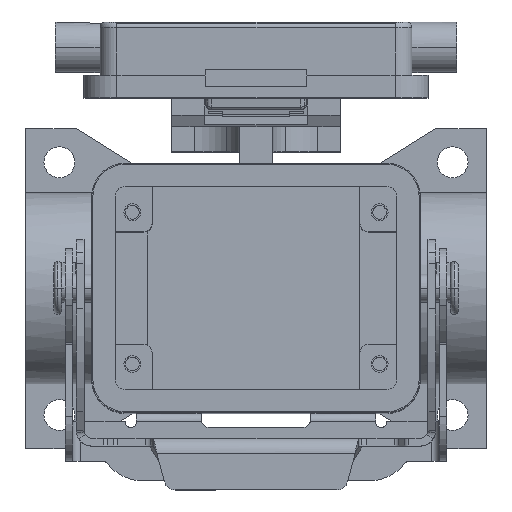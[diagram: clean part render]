
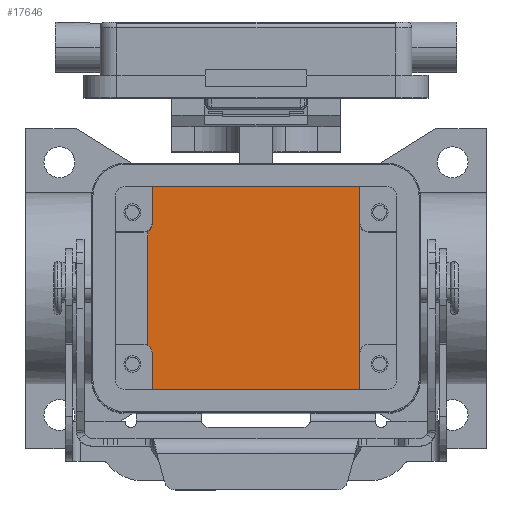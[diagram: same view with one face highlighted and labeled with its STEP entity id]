
A CAD part, top view. The second image highlights one B-rep face of the part: STEP entity #17646.
In plain terms, the highlighted planar face has unit normal (0, 0, 1).
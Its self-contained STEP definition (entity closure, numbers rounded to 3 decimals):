
#17573=CARTESIAN_POINT('',(0.,0.,-62.0));
#17574=DIRECTION('',(0.0,0.0,1.0));
#17575=DIRECTION('',(1.0,0.0,0.0));
#17576=AXIS2_PLACEMENT_3D('',#17573,#17574,#17575);
#17577=PLANE('',#17576);
#17578=CARTESIAN_POINT('',(-19.25,10.201,-62.0));
#17579=VERTEX_POINT('',#17578);
#17580=CARTESIAN_POINT('',(-19.25,-10.201,-62.0));
#17581=VERTEX_POINT('',#17580);
#17582=CARTESIAN_POINT('',(-19.25,10.201,-62.0));
#17583=DIRECTION('',(0.0,-1.0,0.0));
#17584=VECTOR('',#17583,20.402);
#17585=LINE('',#17582,#17584);
#17586=EDGE_CURVE('',#17579,#17581,#17585,.T.);
#17587=ORIENTED_EDGE('',*,*,#17586,.T.);
#17588=CARTESIAN_POINT('',(-18.5,-11.5,-62.));
#17589=VERTEX_POINT('',#17588);
#17590=CARTESIAN_POINT('',(-20.0,-11.5,-62.0));
#17591=DIRECTION('',(0.0,0.0,-1.0));
#17592=DIRECTION('',(-1.0,0.0,0.0));
#17593=AXIS2_PLACEMENT_3D('',#17590,#17591,#17592);
#17594=CIRCLE('',#17593,1.5);
#17595=EDGE_CURVE('',#17581,#17589,#17594,.T.);
#17596=ORIENTED_EDGE('',*,*,#17595,.T.);
#17597=CARTESIAN_POINT('',(-18.5,-18.25,-62.));
#17598=VERTEX_POINT('',#17597);
#17599=CARTESIAN_POINT('',(-18.5,-11.5,-62.));
#17600=DIRECTION('',(0.0,-1.0,0.0));
#17601=VECTOR('',#17600,6.75);
#17602=LINE('',#17599,#17601);
#17603=EDGE_CURVE('',#17589,#17598,#17602,.T.);
#17604=ORIENTED_EDGE('',*,*,#17603,.T.);
#17605=CARTESIAN_POINT('',(18.5,-18.25,-62.));
#17606=VERTEX_POINT('',#17605);
#17607=CARTESIAN_POINT('',(-18.5,-18.25,-62.));
#17608=DIRECTION('',(1.0,0.0,0.0));
#17609=VECTOR('',#17608,37.);
#17610=LINE('',#17607,#17609);
#17611=EDGE_CURVE('',#17598,#17606,#17610,.T.);
#17612=ORIENTED_EDGE('',*,*,#17611,.T.);
#17613=CARTESIAN_POINT('',(18.5,18.25,-62.));
#17614=VERTEX_POINT('',#17613);
#17615=CARTESIAN_POINT('',(18.5,-18.25,-62.));
#17616=DIRECTION('',(0.0,1.0,0.0));
#17617=VECTOR('',#17616,36.5);
#17618=LINE('',#17615,#17617);
#17619=EDGE_CURVE('',#17606,#17614,#17618,.T.);
#17620=ORIENTED_EDGE('',*,*,#17619,.T.);
#17621=CARTESIAN_POINT('',(-18.5,18.25,-62.));
#17622=VERTEX_POINT('',#17621);
#17623=CARTESIAN_POINT('',(18.5,18.25,-62.));
#17624=DIRECTION('',(-1.0,0.0,0.0));
#17625=VECTOR('',#17624,37.);
#17626=LINE('',#17623,#17625);
#17627=EDGE_CURVE('',#17614,#17622,#17626,.T.);
#17628=ORIENTED_EDGE('',*,*,#17627,.T.);
#17629=CARTESIAN_POINT('',(-18.5,11.5,-62.));
#17630=VERTEX_POINT('',#17629);
#17631=CARTESIAN_POINT('',(-18.5,18.25,-62.));
#17632=DIRECTION('',(0.0,-1.0,0.0));
#17633=VECTOR('',#17632,6.75);
#17634=LINE('',#17631,#17633);
#17635=EDGE_CURVE('',#17622,#17630,#17634,.T.);
#17636=ORIENTED_EDGE('',*,*,#17635,.T.);
#17637=CARTESIAN_POINT('',(-20.0,11.5,-62.0));
#17638=DIRECTION('',(0.0,0.0,-1.0));
#17639=DIRECTION('',(0.0,-1.0,0.0));
#17640=AXIS2_PLACEMENT_3D('',#17637,#17638,#17639);
#17641=CIRCLE('',#17640,1.5);
#17642=EDGE_CURVE('',#17630,#17579,#17641,.T.);
#17643=ORIENTED_EDGE('',*,*,#17642,.T.);
#17644=EDGE_LOOP('',(#17587,#17596,#17604,#17612,#17620,#17628,#17636,#17643));
#17645=FACE_OUTER_BOUND('',#17644,.T.);
#17646=ADVANCED_FACE('',(#17645),#17577,.T.);
